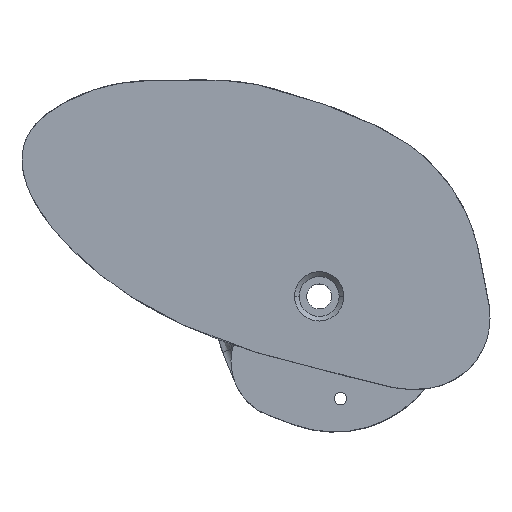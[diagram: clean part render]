
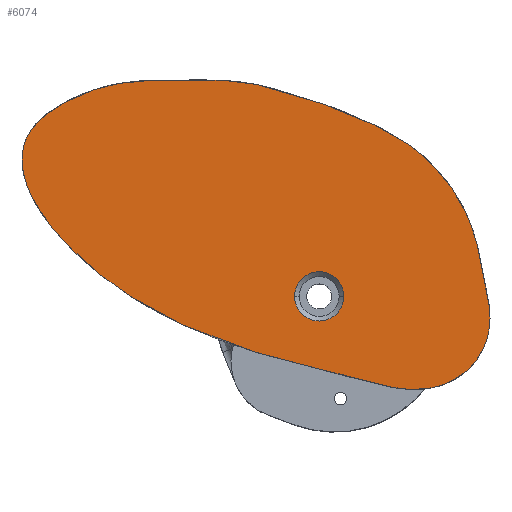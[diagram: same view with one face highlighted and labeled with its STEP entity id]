
A CAD part, top view. The second image highlights one B-rep face of the part: STEP entity #6074.
In plain terms, the highlighted planar face has unit normal (0, 0, 1).
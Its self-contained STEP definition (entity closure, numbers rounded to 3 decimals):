
#88 = EDGE_CURVE ( 'NONE', #6230, #8250, #6372, .T. ) ;
#193 = CARTESIAN_POINT ( 'NONE',  ( -8.946, -27.235, 6.35 ) ) ;
#332 = VERTEX_POINT ( 'NONE', #2832 ) ;
#343 = EDGE_CURVE ( 'NONE', #4710, #332, #6366, .T. ) ;
#554 = CARTESIAN_POINT ( 'NONE',  ( 0., 0., 6.35 ) ) ;
#813 = CARTESIAN_POINT ( 'NONE',  ( -21.408, 14.114, 6.35 ) ) ;
#857 = CARTESIAN_POINT ( 'NONE',  ( -19.673, -19.474, 6.35 ) ) ;
#865 = DIRECTION ( 'NONE',  ( 1., 0., 0. ) ) ;
#952 = EDGE_CURVE ( 'NONE', #332, #4710, #7447, .T. ) ;
#1120 = AXIS2_PLACEMENT_3D ( 'NONE', #7878, #6641, #865 ) ;
#1210 = CARTESIAN_POINT ( 'NONE',  ( 3.925, 0., 6.35 ) ) ;
#1530 = CARTESIAN_POINT ( 'NONE',  ( -14.719, 15.175, 6.35 ) ) ;
#1610 = CARTESIAN_POINT ( 'NONE',  ( -12.587, -25.345, 6.35 ) ) ;
#1623 = DIRECTION ( 'NONE',  ( 1., 0., 0. ) ) ;
#1950 = CARTESIAN_POINT ( 'NONE',  ( 24.481, 3.612, 6.35 ) ) ;
#1993 = CARTESIAN_POINT ( 'NONE',  ( 1.17, 11.238, 6.35 ) ) ;
#2038 = CARTESIAN_POINT ( 'NONE',  ( -3.925, 0., 6.35 ) ) ;
#2118 = CARTESIAN_POINT ( 'NONE',  ( -14.256, -24.179, 6.35 ) ) ;
#2241 = CARTESIAN_POINT ( 'NONE',  ( 30.033, 0., 6.35 ) ) ;
#2579 = CARTESIAN_POINT ( 'NONE',  ( 17.808, 6.267, 6.35 ) ) ;
#2625 = CARTESIAN_POINT ( 'NONE',  ( 3.634, 10.582, 6.35 ) ) ;
#2828 = CARTESIAN_POINT ( 'NONE',  ( -25.34, -8.07, 6.35 ) ) ;
#2832 = CARTESIAN_POINT ( 'NONE',  ( 30.033, 0., 6.35 ) ) ;
#2933 = DIRECTION ( 'NONE',  ( 0., 0., 1. ) ) ;
#3122 = DIRECTION ( 'NONE',  ( 0., 0., -1. ) ) ;
#3386 = CARTESIAN_POINT ( 'NONE',  ( -26.551, 9.162, 6.35 ) ) ;
#3474 = CARTESIAN_POINT ( 'NONE',  ( 56.072, -23.618, 6.35 ) ) ;
#3566 = AXIS2_PLACEMENT_3D ( 'NONE', #5604, #2933, #1623 ) ;
#3733 = EDGE_LOOP ( 'NONE', ( #4705, #7167 ) ) ;
#3991 = CARTESIAN_POINT ( 'NONE',  ( -16.343, -22.721, 6.35 ) ) ;
#4031 = CARTESIAN_POINT ( 'NONE',  ( -4.76, 12.786, 6.35 ) ) ;
#4121 = CARTESIAN_POINT ( 'NONE',  ( 4.439, -32.309, 6.35 ) ) ;
#4545 = AXIS2_PLACEMENT_3D ( 'NONE', #554, #3122, #6374 ) ;
#4550 = CARTESIAN_POINT ( 'NONE',  ( 9.589, 9.131, 6.35 ) ) ;
#4589 = CARTESIAN_POINT ( 'NONE',  ( -1.298, 11.881, 6.35 ) ) ;
#4705 = ORIENTED_EDGE ( 'NONE', *, *, #952, .T. ) ;
#4710 = VERTEX_POINT ( 'NONE', #7902 ) ;
#4887 = FACE_OUTER_BOUND ( 'NONE', #3733, .T. ) ;
#4933 = PLANE ( 'NONE',  #3566 ) ;
#5336 = CARTESIAN_POINT ( 'NONE',  ( -2.914, -29.94, 6.35 ) ) ;
#5527 = EDGE_CURVE ( 'NONE', #8250, #6230, #5879, .T. ) ;
#5604 = CARTESIAN_POINT ( 'NONE',  ( 0., 0., 6.35 ) ) ;
#5841 = CARTESIAN_POINT ( 'NONE',  ( 6.093, 9.907, 6.35 ) ) ;
#5879 = CIRCLE ( 'NONE', #4545, 3.925 ) ;
#6055 = CARTESIAN_POINT ( 'NONE',  ( -27.516, 2.932, 6.35 ) ) ;
#6074 = ADVANCED_FACE ( 'NONE', ( #7554, #4887 ), #4933, .T. ) ;
#6230 = VERTEX_POINT ( 'NONE', #1210 ) ;
#6366 = B_SPLINE_CURVE_WITH_KNOTS ( 'NONE', 3,
 ( #7833, #1610, #193, #5336, #4121, #7915, #6674, #6600, #3474, #7876, #2241 ),
 .UNSPECIFIED., .F., .F.,
 ( 4, 1, 1, 1, 1, 1, 1, 1, 4 ),
 ( 0.5, 0.531, 0.563, 0.602, 0.648, 0.695, 0.758, 0.82, 1. ),
 .UNSPECIFIED. ) ;
#6372 = CIRCLE ( 'NONE', #1120, 3.925 ) ;
#6374 = DIRECTION ( 'NONE',  ( 1., 0., 0. ) ) ;
#6600 = CARTESIAN_POINT ( 'NONE',  ( 33.5, -34.61, 6.35 ) ) ;
#6633 = CARTESIAN_POINT ( 'NONE',  ( -23.331, -13.916, 6.35 ) ) ;
#6641 = DIRECTION ( 'NONE',  ( 0., 0., -1. ) ) ;
#6674 = CARTESIAN_POINT ( 'NONE',  ( 23.433, -34.302, 6.35 ) ) ;
#7006 = CARTESIAN_POINT ( 'NONE',  ( 30.033, 0., 6.35 ) ) ;
#7050 = EDGE_LOOP ( 'NONE', ( #7202, #7139 ) ) ;
#7139 = ORIENTED_EDGE ( 'NONE', *, *, #5527, .T. ) ;
#7167 = ORIENTED_EDGE ( 'NONE', *, *, #343, .T. ) ;
#7202 = ORIENTED_EDGE ( 'NONE', *, *, #88, .T. ) ;
#7447 = B_SPLINE_CURVE_WITH_KNOTS ( 'NONE', 3,
 ( #7006, #1950, #2579, #4550, #5841, #2625, #1993, #4589, #4031, #7870, #1530, #813, #3386, #6055, #7827, #2828, #6633, #857, #3991, #2118 ),
 .UNSPECIFIED., .F., .F.,
 ( 4, 1, 1, 1, 1, 1, 1, 1, 1, 1, 1, 1, 1, 1, 1, 1, 1, 4 ),
 ( 0., 0.094, 0.117, 0.133, 0.148, 0.156, 0.172, 0.187, 0.211, 0.242, 0.273, 0.313, 0.344, 0.367, 0.398, 0.43, 0.461, 0.5 ),
 .UNSPECIFIED. ) ;
#7554 = FACE_BOUND ( 'NONE', #7050, .T. ) ;
#7827 = CARTESIAN_POINT ( 'NONE',  ( -26.216, -2.538, 6.35 ) ) ;
#7833 = CARTESIAN_POINT ( 'NONE',  ( -14.256, -24.179, 6.35 ) ) ;
#7870 = CARTESIAN_POINT ( 'NONE',  ( -9.17, 13.985, 6.35 ) ) ;
#7876 = CARTESIAN_POINT ( 'NONE',  ( 40.674, -6.922, 6.35 ) ) ;
#7878 = CARTESIAN_POINT ( 'NONE',  ( 0., 0., 6.35 ) ) ;
#7902 = CARTESIAN_POINT ( 'NONE',  ( -14.256, -24.179, 6.35 ) ) ;
#7915 = CARTESIAN_POINT ( 'NONE',  ( 12.646, -34.643, 6.35 ) ) ;
#8250 = VERTEX_POINT ( 'NONE', #2038 ) ;
